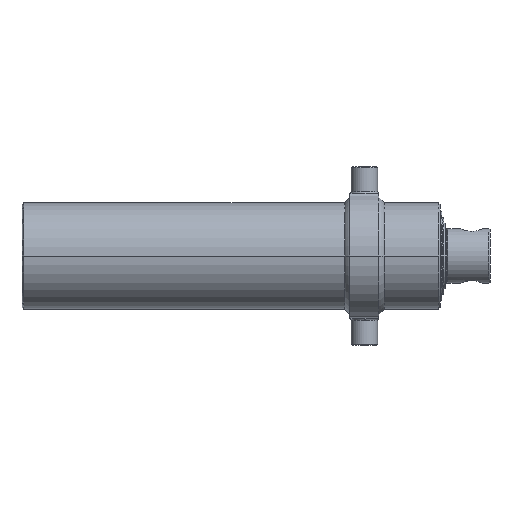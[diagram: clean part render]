
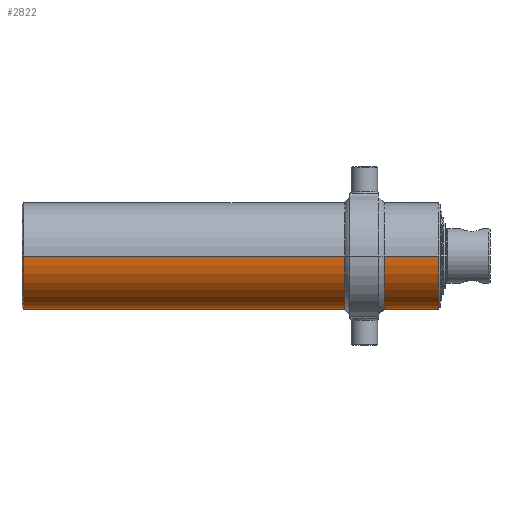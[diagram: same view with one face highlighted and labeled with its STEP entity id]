
A CAD part, front view. The second image highlights one B-rep face of the part: STEP entity #2822.
In plain terms, the highlighted cylindrical face has radius 100.5 mm (diameter 201 mm), a partial arc.
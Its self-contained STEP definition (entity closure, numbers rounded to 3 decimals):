
#89 = CARTESIAN_POINT ( 'NONE',  ( 790., -100.5, 0. ) ) ;
#454 = DIRECTION ( 'NONE',  ( -1., 0., 0. ) ) ;
#637 = VECTOR ( 'NONE', #6777, 1000. ) ;
#644 = ORIENTED_EDGE ( 'NONE', *, *, #1031, .T. ) ;
#964 = VERTEX_POINT ( 'NONE', #4718 ) ;
#1031 = EDGE_CURVE ( 'NONE', #3127, #7434, #6667, .T. ) ;
#1192 = CYLINDRICAL_SURFACE ( 'NONE', #8092, 100.5 ) ;
#1395 = ORIENTED_EDGE ( 'NONE', *, *, #4414, .T. ) ;
#1711 = CIRCLE ( 'NONE', #5009, 100.5 ) ;
#2496 = ORIENTED_EDGE ( 'NONE', *, *, #3034, .F. ) ;
#2514 = CARTESIAN_POINT ( 'NONE',  ( 3., -100.5, 0. ) ) ;
#2822 = ADVANCED_FACE ( 'NONE', ( #5192 ), #1192, .T. ) ;
#3034 = EDGE_CURVE ( 'NONE', #9302, #964, #7361, .T. ) ;
#3127 = VERTEX_POINT ( 'NONE', #89 ) ;
#3385 = CARTESIAN_POINT ( 'NONE',  ( 3., 0., 0. ) ) ;
#3881 = EDGE_LOOP ( 'NONE', ( #2496, #1395, #644, #6027 ) ) ;
#3928 = DIRECTION ( 'NONE',  ( -1., 0., 0. ) ) ;
#4150 = DIRECTION ( 'NONE',  ( 0., -1., 0. ) ) ;
#4385 = DIRECTION ( 'NONE',  ( -1., 0., 0. ) ) ;
#4414 = EDGE_CURVE ( 'NONE', #9302, #3127, #5565, .T. ) ;
#4679 = CARTESIAN_POINT ( 'NONE',  ( -17.46, 0., 0. ) ) ;
#4718 = CARTESIAN_POINT ( 'NONE',  ( 3., 100.5, 0. ) ) ;
#5009 = AXIS2_PLACEMENT_3D ( 'NONE', #3385, #8661, #4150 ) ;
#5192 = FACE_OUTER_BOUND ( 'NONE', #3881, .T. ) ;
#5374 = CARTESIAN_POINT ( 'NONE',  ( 790., 100.5, 0. ) ) ;
#5565 = CIRCLE ( 'NONE', #6807, 100.5 ) ;
#6027 = ORIENTED_EDGE ( 'NONE', *, *, #7696, .F. ) ;
#6044 = CARTESIAN_POINT ( 'NONE',  ( -17.46, -100.5, 0. ) ) ;
#6205 = DIRECTION ( 'NONE',  ( 0., -1., 0. ) ) ;
#6508 = CARTESIAN_POINT ( 'NONE',  ( -17.46, 100.5, 0. ) ) ;
#6667 = LINE ( 'NONE', #6044, #637 ) ;
#6777 = DIRECTION ( 'NONE',  ( -1., 0., 0. ) ) ;
#6807 = AXIS2_PLACEMENT_3D ( 'NONE', #8897, #4385, #9663 ) ;
#7361 = LINE ( 'NONE', #6508, #9373 ) ;
#7434 = VERTEX_POINT ( 'NONE', #2514 ) ;
#7696 = EDGE_CURVE ( 'NONE', #964, #7434, #1711, .T. ) ;
#8092 = AXIS2_PLACEMENT_3D ( 'NONE', #4679, #3928, #6205 ) ;
#8661 = DIRECTION ( 'NONE',  ( -1., 0., 0. ) ) ;
#8897 = CARTESIAN_POINT ( 'NONE',  ( 790., 0., 0. ) ) ;
#9302 = VERTEX_POINT ( 'NONE', #5374 ) ;
#9373 = VECTOR ( 'NONE', #454, 1000. ) ;
#9663 = DIRECTION ( 'NONE',  ( 0., -1., 0. ) ) ;
